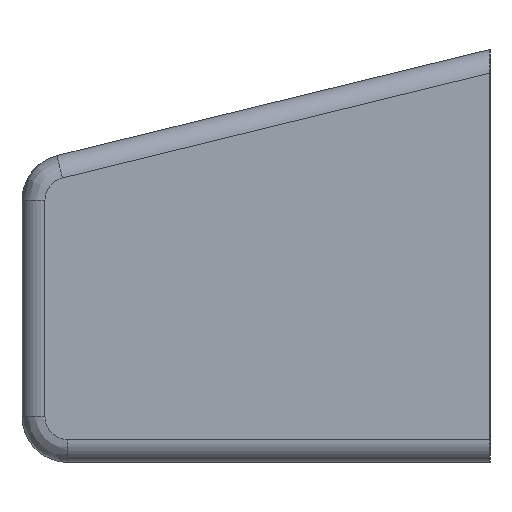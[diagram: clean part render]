
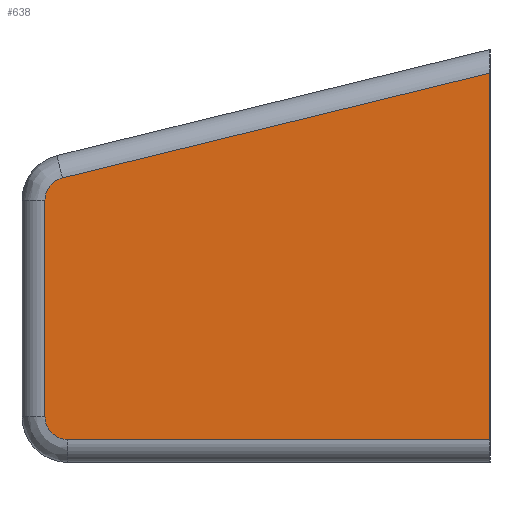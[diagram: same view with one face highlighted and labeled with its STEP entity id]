
A CAD part, left-side view. The second image highlights one B-rep face of the part: STEP entity #638.
In plain terms, the highlighted planar face has unit normal (-1, 0, 0).
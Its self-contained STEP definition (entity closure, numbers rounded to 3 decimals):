
#28=PLANE('',#719);
#67=FACE_OUTER_BOUND('',#111,.T.);
#111=EDGE_LOOP('',(#510,#511,#512,#513,#514,#515));
#139=LINE('',#987,#183);
#140=LINE('',#1006,#184);
#142=LINE('',#1026,#186);
#153=LINE('',#1054,#197);
#183=VECTOR('',#787,10.);
#184=VECTOR('',#798,10.);
#186=VECTOR('',#810,10.);
#197=VECTOR('',#839,10.);
#232=CIRCLE('',#687,10.);
#236=CIRCLE('',#692,10.);
#274=VERTEX_POINT('',#980);
#277=VERTEX_POINT('',#985);
#279=VERTEX_POINT('',#998);
#281=VERTEX_POINT('',#1004);
#283=VERTEX_POINT('',#1018);
#285=VERTEX_POINT('',#1024);
#337=EDGE_CURVE('',#277,#274,#139,.T.);
#339=EDGE_CURVE('',#279,#277,#232,.T.);
#342=EDGE_CURVE('',#281,#279,#140,.T.);
#345=EDGE_CURVE('',#283,#281,#236,.T.);
#348=EDGE_CURVE('',#285,#283,#142,.T.);
#363=EDGE_CURVE('',#285,#274,#153,.T.);
#510=ORIENTED_EDGE('',*,*,#348,.F.);
#511=ORIENTED_EDGE('',*,*,#363,.T.);
#512=ORIENTED_EDGE('',*,*,#337,.F.);
#513=ORIENTED_EDGE('',*,*,#339,.F.);
#514=ORIENTED_EDGE('',*,*,#342,.F.);
#515=ORIENTED_EDGE('',*,*,#345,.F.);
#638=ADVANCED_FACE('',(#67),#28,.T.);
#687=AXIS2_PLACEMENT_3D('',#1000,#790,#791);
#692=AXIS2_PLACEMENT_3D('',#1020,#802,#803);
#719=AXIS2_PLACEMENT_3D('',#1107,#876,#877);
#787=DIRECTION('',(0.,-0.971,0.238));
#790=DIRECTION('center_axis',(1.,0.,0.));
#791=DIRECTION('ref_axis',(0.,0.787,0.617));
#798=DIRECTION('',(0.,0.,1.));
#802=DIRECTION('center_axis',(1.,0.,0.));
#803=DIRECTION('ref_axis',(0.,0.707,-0.707));
#810=DIRECTION('',(0.,1.,0.));
#839=DIRECTION('',(0.,0.,1.));
#876=DIRECTION('center_axis',(-1.,0.,0.));
#877=DIRECTION('ref_axis',(0.,0.,1.));
#980=CARTESIAN_POINT('',(-219.,-100.,169.704));
#985=CARTESIAN_POINT('',(-219.,86.381,124.023));
#987=CARTESIAN_POINT('',(-219.,58.134,130.946));
#998=CARTESIAN_POINT('',(-219.,94.,114.31));
#1000=CARTESIAN_POINT('Origin',(-219.,84.,114.31));
#1004=CARTESIAN_POINT('',(-219.,94.,20.));
#1006=CARTESIAN_POINT('',(-219.,94.,77.5));
#1018=CARTESIAN_POINT('',(-219.,84.,10.));
#1020=CARTESIAN_POINT('Origin',(-219.,84.,20.));
#1024=CARTESIAN_POINT('',(-219.,-100.,10.));
#1026=CARTESIAN_POINT('',(-219.,1.,10.));
#1054=CARTESIAN_POINT('',(-219.,-100.,0.));
#1107=CARTESIAN_POINT('Origin',(-219.,2.,90.));
